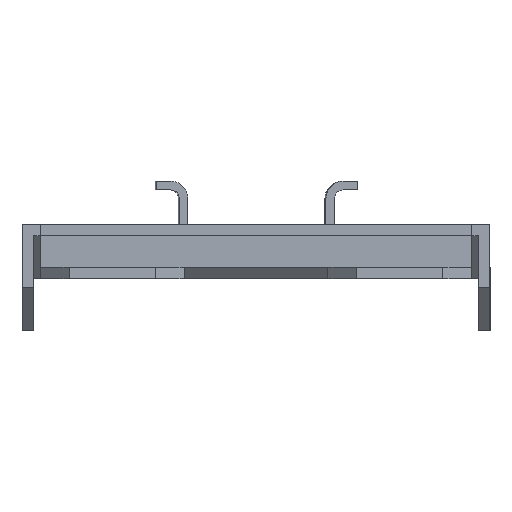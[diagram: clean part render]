
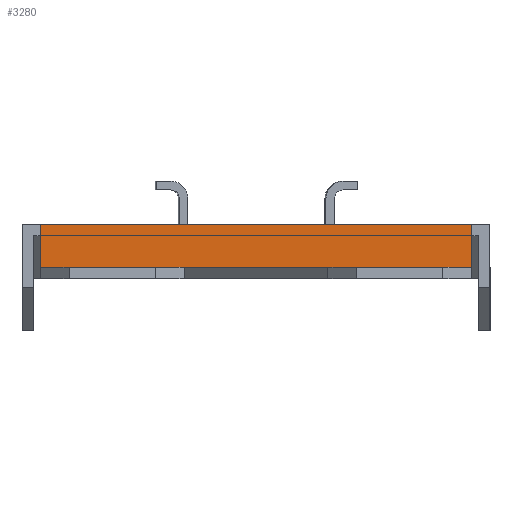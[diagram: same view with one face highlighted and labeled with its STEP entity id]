
A CAD part, left-side view. The second image highlights one B-rep face of the part: STEP entity #3280.
In plain terms, the highlighted planar face has unit normal (-1, 0, 0).
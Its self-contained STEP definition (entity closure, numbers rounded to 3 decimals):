
#1285=DIRECTION('',(0.,0.,1.));
#1286=VECTOR('',#1285,7.5);
#1287=CARTESIAN_POINT('',(1774.272,297.374,-5.5));
#1288=LINE('',#1287,#1286);
#1292=DIRECTION('',(0.,-1.,0.));
#1293=VECTOR('',#1292,75.);
#1294=CARTESIAN_POINT('',(1774.272,297.374,2.));
#1295=LINE('',#1294,#1293);
#1299=DIRECTION('',(0.,0.,-1.));
#1300=VECTOR('',#1299,7.5);
#1301=CARTESIAN_POINT('',(1774.272,222.374,2.));
#1302=LINE('',#1301,#1300);
#1306=DIRECTION('',(0.,1.,0.));
#1307=VECTOR('',#1306,25.);
#1308=CARTESIAN_POINT('',(1774.272,222.374,-5.5));
#1309=LINE('',#1308,#1307);
#1313=DIRECTION('',(0.,1.,0.));
#1314=VECTOR('',#1313,25.);
#1315=CARTESIAN_POINT('',(1774.272,247.374,-5.5));
#1316=LINE('',#1315,#1314);
#1320=DIRECTION('',(0.,1.,0.));
#1321=VECTOR('',#1320,25.);
#1322=CARTESIAN_POINT('',(1774.272,272.374,-5.5));
#1323=LINE('',#1322,#1321);
#2006=CARTESIAN_POINT('',(1774.272,297.374,2.));
#2007=CARTESIAN_POINT('',(1774.272,222.374,2.));
#2008=VERTEX_POINT('',#2006);
#2009=VERTEX_POINT('',#2007);
#2026=CARTESIAN_POINT('',(1774.272,297.374,-5.5));
#2027=VERTEX_POINT('',#2026);
#2034=CARTESIAN_POINT('',(1774.272,222.374,-5.5));
#2035=VERTEX_POINT('',#2034);
#2036=CARTESIAN_POINT('',(1774.272,247.374,-5.5));
#2037=VERTEX_POINT('',#2036);
#2038=CARTESIAN_POINT('',(1774.272,272.374,-5.5));
#2039=VERTEX_POINT('',#2038);
#3263=CARTESIAN_POINT('',(1774.272,259.874,0.));
#3264=DIRECTION('',(-1.,0.,0.));
#3265=DIRECTION('',(0.,-1.,0.));
#3266=AXIS2_PLACEMENT_3D('',#3263,#3264,#3265);
#3267=PLANE('',#3266);
#3268=ORIENTED_EDGE('',*,*,#3240,.T.);
#3269=ORIENTED_EDGE('',*,*,#2208,.T.);
#3271=ORIENTED_EDGE('',*,*,#3270,.T.);
#3273=ORIENTED_EDGE('',*,*,#3272,.T.);
#3275=ORIENTED_EDGE('',*,*,#3274,.T.);
#3277=ORIENTED_EDGE('',*,*,#3276,.T.);
#3278=EDGE_LOOP('',(#3268,#3269,#3271,#3273,#3275,#3277));
#3279=FACE_OUTER_BOUND('',#3278,.F.);
#2208=EDGE_CURVE('',#2008,#2009,#1295,.T.);
#3240=EDGE_CURVE('',#2027,#2008,#1288,.T.);
#3270=EDGE_CURVE('',#2009,#2035,#1302,.T.);
#3272=EDGE_CURVE('',#2035,#2037,#1309,.T.);
#3274=EDGE_CURVE('',#2037,#2039,#1316,.T.);
#3276=EDGE_CURVE('',#2039,#2027,#1323,.T.);
#3280=ADVANCED_FACE('',(#3279),#3267,.T.);
